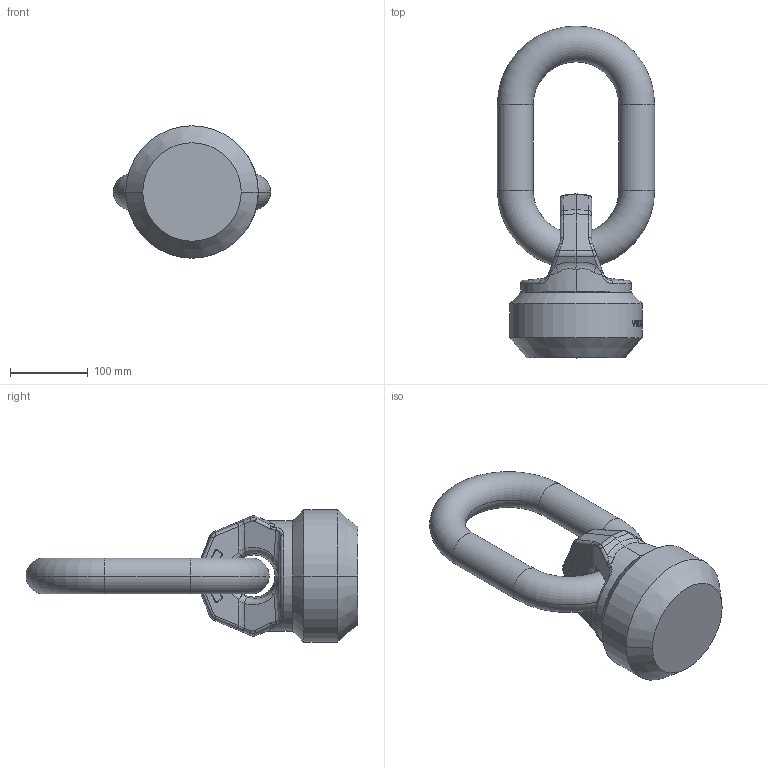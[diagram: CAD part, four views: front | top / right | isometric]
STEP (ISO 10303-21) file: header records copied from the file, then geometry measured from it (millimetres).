
FILE_DESCRIPTION((''),'2;1');
FILE_NAME('001-M34294-P-90_ASM','2014-11-21T',('Andreas.Wendler'),(''),'PRO/ENGINEER BY PARAMETRIC TECHNOLOGY CORPORATION, 2010140','PRO/ENGINEER BY PARAMETRIC TECHNOLOGY CORPORATION, 2010140','');
FILE_SCHEMA(('CONFIG_CONTROL_DESIGN'));
Length unit declared in the file: millimetre
Products named in the file (4): 001-M34294-P-7; 001-M31356-P-3; 001-M34580-P-1; 001-M34294-P-90_ASM
Assembly tree (3 placements, depth 2):
  001-M34294-P-90_ASM
    001-M34294-P-7
    001-M31356-P-3
    001-M34580-P-1
Bounding box: 202 x 426 x 170 mm (x, y, z)
Volume: 3659108.1 mm3; surface area: 250421.5 mm2
Topology: 3 solids, 3 shells, 639 faces, 1711 edges, 1102 vertices
Faces by surface type: plane 483, cylinder 62, bspline 50, torus 32, cone 12
Entity records: 23915 total; most frequent: CARTESIAN_POINT 8781, ORIENTED_EDGE 3422, DIRECTION 2690, EDGE_CURVE 1711, VERTEX_POINT 1102, VECTOR 990, LINE 990, AXIS2_PLACEMENT_3D 850
